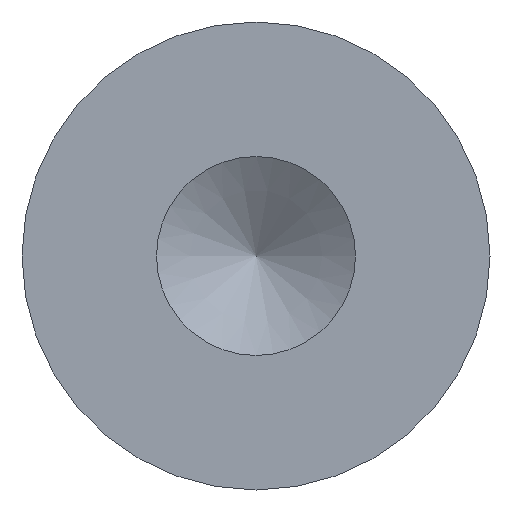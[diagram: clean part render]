
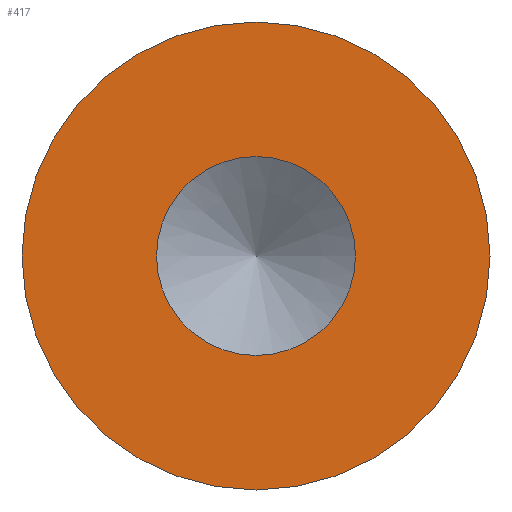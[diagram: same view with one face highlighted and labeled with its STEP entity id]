
A CAD part, front view. The second image highlights one B-rep face of the part: STEP entity #417.
In plain terms, the highlighted planar face has unit normal (0, -1, 0).
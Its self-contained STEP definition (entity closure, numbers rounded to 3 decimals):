
#27=FACE_BOUND('',#93,.T.);
#34=CIRCLE('',#467,1.7);
#37=CIRCLE('',#473,4.);
#62=FACE_OUTER_BOUND('',#92,.T.);
#92=EDGE_LOOP('',(#373));
#93=EDGE_LOOP('',(#374));
#211=VERTEX_POINT('',#688);
#215=VERTEX_POINT('',#701);
#261=EDGE_CURVE('',#211,#211,#34,.T.);
#268=EDGE_CURVE('',#215,#215,#37,.T.);
#373=ORIENTED_EDGE('',*,*,#268,.F.);
#374=ORIENTED_EDGE('',*,*,#261,.T.);
#392=PLANE('',#475);
#417=ADVANCED_FACE('',(#62,#27),#392,.F.);
#467=AXIS2_PLACEMENT_3D('',#689,#569,#570);
#473=AXIS2_PLACEMENT_3D('',#703,#585,#586);
#475=AXIS2_PLACEMENT_3D('',#705,#589,#590);
#569=DIRECTION('center_axis',(0.,1.,0.));
#570=DIRECTION('ref_axis',(1.,0.,0.));
#585=DIRECTION('center_axis',(0.,1.,0.));
#586=DIRECTION('ref_axis',(-1.,0.,0.));
#589=DIRECTION('center_axis',(0.,1.,0.));
#590=DIRECTION('ref_axis',(0.,0.,1.));
#688=CARTESIAN_POINT('',(-1.7,0.,0.));
#689=CARTESIAN_POINT('Origin',(0.,0.,0.));
#701=CARTESIAN_POINT('',(4.,0.,0.));
#703=CARTESIAN_POINT('Origin',(0.,0.,0.));
#705=CARTESIAN_POINT('Origin',(0.,0.,0.));
